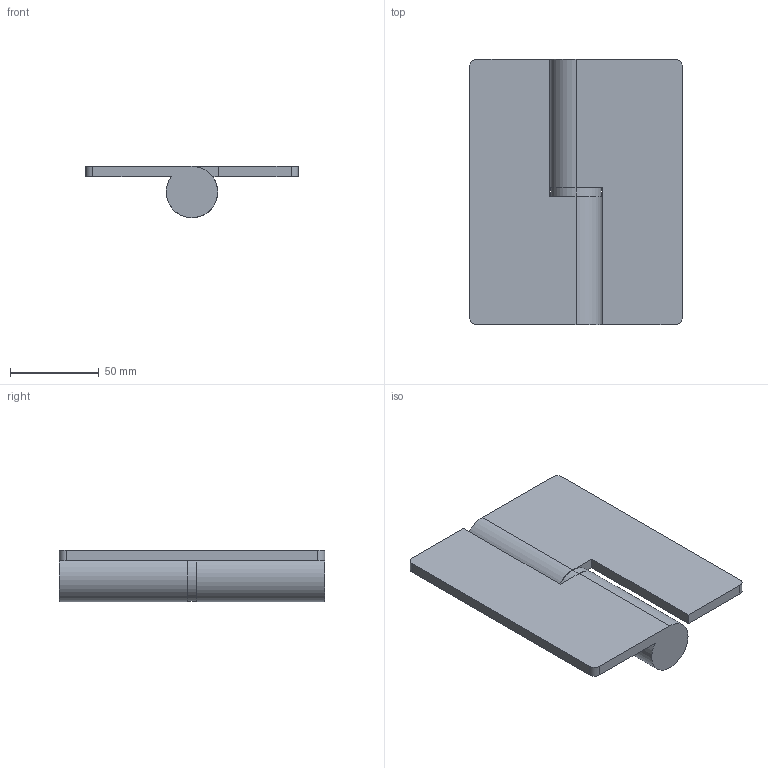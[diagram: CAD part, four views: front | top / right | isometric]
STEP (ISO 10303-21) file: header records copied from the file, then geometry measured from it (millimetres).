
FILE_DESCRIPTION (( 'STEP AP203' ), '1' );
FILE_NAME ('B-1365-2-L.STEP', '2020-04-20T06:42:26', ( '' ), ( '' ), 'SwSTEP 2.0', 'SolidWorks 2018', '' );
FILE_SCHEMA (( 'CONFIG_CONTROL_DESIGN' ));
Length unit declared in the file: millimetre
Products named in the file (4): B-1365-2-L僸儞僕A_; B-1365-2儚僢僔儍乕_; B-1365-2-L; B-1365-2-L僸儞僕B_
Assembly tree (3 placements, depth 2):
  B-1365-2-L
    B-1365-2-L僸儞僕B_
    B-1365-2-L僸儞僕A_
    B-1365-2儚僢僔儍乕_
Bounding box: 120 x 150 x 29 mm (x, y, z)
Volume: 183912.4 mm3; surface area: 55914.6 mm2
Topology: 3 solids, 3 shells, 33 faces, 81 edges, 54 vertices
Faces by surface type: cylinder 16, plane 16, sphere 1
Entity records: 1386 total; most frequent: DIRECTION 188, CARTESIAN_POINT 169, ORIENTED_EDGE 156, EDGE_CURVE 78, AXIS2_PLACEMENT_3D 71, VERTEX_POINT 52, LINE 46, VECTOR 46
